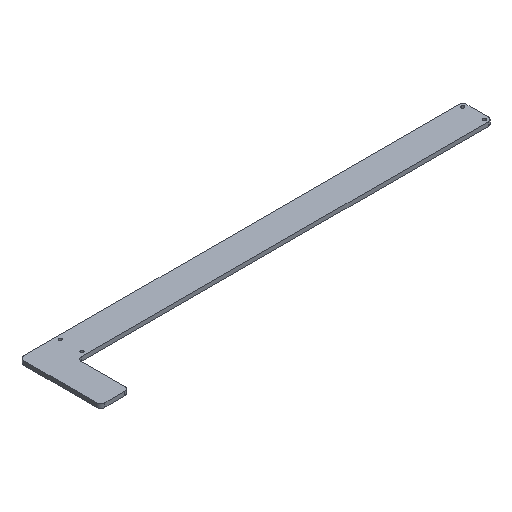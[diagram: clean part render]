
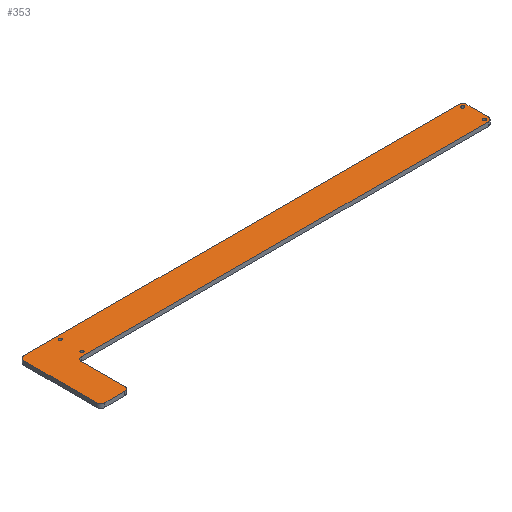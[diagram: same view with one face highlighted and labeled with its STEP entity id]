
A CAD part, isometric view. The second image highlights one B-rep face of the part: STEP entity #353.
In plain terms, the highlighted planar face has unit normal (0, 0, 1).
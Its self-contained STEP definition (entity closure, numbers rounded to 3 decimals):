
#15=FACE_BOUND('',#66,.T.);
#16=FACE_BOUND('',#67,.T.);
#17=FACE_BOUND('',#68,.T.);
#18=FACE_BOUND('',#69,.T.);
#29=PLANE('',#405);
#47=FACE_OUTER_BOUND('',#65,.T.);
#65=EDGE_LOOP('',(#295,#296,#297,#298,#299,#300,#301,#302,#303,#304,#305,
#306));
#66=EDGE_LOOP('',(#307));
#67=EDGE_LOOP('',(#308));
#68=EDGE_LOOP('',(#309));
#69=EDGE_LOOP('',(#310));
#81=LINE('',#545,#109);
#85=LINE('',#557,#113);
#89=LINE('',#569,#117);
#93=LINE('',#581,#121);
#97=LINE('',#593,#125);
#101=LINE('',#605,#129);
#109=VECTOR('',#441,10.);
#113=VECTOR('',#453,10.);
#117=VECTOR('',#465,10.);
#121=VECTOR('',#477,10.);
#125=VECTOR('',#489,10.);
#129=VECTOR('',#501,10.);
#131=CIRCLE('',#370,1.1);
#133=CIRCLE('',#373,1.1);
#135=CIRCLE('',#376,1.1);
#137=CIRCLE('',#379,1.1);
#140=CIRCLE('',#384,3.07);
#142=CIRCLE('',#388,3.07);
#144=CIRCLE('',#392,3.07);
#146=CIRCLE('',#396,3.07);
#148=CIRCLE('',#400,3.07);
#150=CIRCLE('',#404,3.07);
#151=VERTEX_POINT('',#515);
#153=VERTEX_POINT('',#521);
#155=VERTEX_POINT('',#527);
#157=VERTEX_POINT('',#533);
#161=VERTEX_POINT('',#542);
#162=VERTEX_POINT('',#544);
#164=VERTEX_POINT('',#550);
#166=VERTEX_POINT('',#556);
#168=VERTEX_POINT('',#562);
#170=VERTEX_POINT('',#568);
#172=VERTEX_POINT('',#574);
#174=VERTEX_POINT('',#580);
#176=VERTEX_POINT('',#586);
#178=VERTEX_POINT('',#592);
#180=VERTEX_POINT('',#598);
#182=VERTEX_POINT('',#604);
#183=EDGE_CURVE('',#151,#151,#131,.T.);
#186=EDGE_CURVE('',#153,#153,#133,.T.);
#189=EDGE_CURVE('',#155,#155,#135,.T.);
#192=EDGE_CURVE('',#157,#157,#137,.T.);
#197=EDGE_CURVE('',#162,#161,#81,.T.);
#200=EDGE_CURVE('',#164,#162,#140,.T.);
#203=EDGE_CURVE('',#166,#164,#85,.T.);
#206=EDGE_CURVE('',#168,#166,#142,.T.);
#209=EDGE_CURVE('',#170,#168,#89,.T.);
#212=EDGE_CURVE('',#172,#170,#144,.T.);
#215=EDGE_CURVE('',#174,#172,#93,.T.);
#218=EDGE_CURVE('',#176,#174,#146,.T.);
#221=EDGE_CURVE('',#178,#176,#97,.T.);
#224=EDGE_CURVE('',#180,#178,#148,.T.);
#227=EDGE_CURVE('',#182,#180,#101,.T.);
#230=EDGE_CURVE('',#161,#182,#150,.T.);
#295=ORIENTED_EDGE('',*,*,#230,.T.);
#296=ORIENTED_EDGE('',*,*,#227,.T.);
#297=ORIENTED_EDGE('',*,*,#224,.T.);
#298=ORIENTED_EDGE('',*,*,#221,.T.);
#299=ORIENTED_EDGE('',*,*,#218,.T.);
#300=ORIENTED_EDGE('',*,*,#215,.T.);
#301=ORIENTED_EDGE('',*,*,#212,.T.);
#302=ORIENTED_EDGE('',*,*,#209,.T.);
#303=ORIENTED_EDGE('',*,*,#206,.T.);
#304=ORIENTED_EDGE('',*,*,#203,.T.);
#305=ORIENTED_EDGE('',*,*,#200,.T.);
#306=ORIENTED_EDGE('',*,*,#197,.T.);
#307=ORIENTED_EDGE('',*,*,#192,.T.);
#308=ORIENTED_EDGE('',*,*,#189,.T.);
#309=ORIENTED_EDGE('',*,*,#186,.T.);
#310=ORIENTED_EDGE('',*,*,#183,.T.);
#353=ADVANCED_FACE('',(#47,#15,#16,#17,#18),#29,.T.);
#370=AXIS2_PLACEMENT_3D('',#516,#411,#412);
#373=AXIS2_PLACEMENT_3D('',#522,#418,#419);
#376=AXIS2_PLACEMENT_3D('',#528,#425,#426);
#379=AXIS2_PLACEMENT_3D('',#534,#432,#433);
#384=AXIS2_PLACEMENT_3D('',#551,#447,#448);
#388=AXIS2_PLACEMENT_3D('',#563,#459,#460);
#392=AXIS2_PLACEMENT_3D('',#575,#471,#472);
#396=AXIS2_PLACEMENT_3D('',#587,#483,#484);
#400=AXIS2_PLACEMENT_3D('',#599,#495,#496);
#404=AXIS2_PLACEMENT_3D('',#609,#507,#508);
#405=AXIS2_PLACEMENT_3D('',#610,#509,#510);
#411=DIRECTION('center_axis',(0.,0.,-1.));
#412=DIRECTION('ref_axis',(1.,0.,0.));
#418=DIRECTION('center_axis',(0.,0.,-1.));
#419=DIRECTION('ref_axis',(1.,0.,0.));
#425=DIRECTION('center_axis',(0.,0.,-1.));
#426=DIRECTION('ref_axis',(1.,0.,0.));
#432=DIRECTION('center_axis',(0.,0.,-1.));
#433=DIRECTION('ref_axis',(1.,0.,0.));
#441=DIRECTION('',(-1.,0.,0.));
#447=DIRECTION('center_axis',(0.,0.,1.));
#448=DIRECTION('ref_axis',(1.,0.,0.));
#453=DIRECTION('',(0.,1.,0.));
#459=DIRECTION('center_axis',(0.,0.,1.));
#460=DIRECTION('ref_axis',(0.,-1.,0.));
#465=DIRECTION('',(1.,0.,0.));
#471=DIRECTION('center_axis',(0.,0.,-1.));
#472=DIRECTION('ref_axis',(0.,1.,0.));
#477=DIRECTION('',(0.,1.,0.));
#483=DIRECTION('center_axis',(0.,0.,1.));
#484=DIRECTION('ref_axis',(0.,-1.,0.));
#489=DIRECTION('',(1.,0.,0.));
#495=DIRECTION('center_axis',(0.,0.,1.));
#496=DIRECTION('ref_axis',(-1.,0.,0.));
#501=DIRECTION('',(0.,-1.,0.));
#507=DIRECTION('center_axis',(0.,0.,1.));
#508=DIRECTION('ref_axis',(0.,1.,0.));
#509=DIRECTION('center_axis',(0.,0.,1.));
#510=DIRECTION('ref_axis',(1.,0.,0.));
#515=CARTESIAN_POINT('',(322.9,41.02,3.));
#516=CARTESIAN_POINT('Origin',(324.,41.02,3.));
#521=CARTESIAN_POINT('',(26.1,56.888,3.));
#522=CARTESIAN_POINT('Origin',(27.2,56.888,3.));
#527=CARTESIAN_POINT('',(322.9,56.888,3.));
#528=CARTESIAN_POINT('Origin',(324.,56.888,3.));
#533=CARTESIAN_POINT('',(26.1,41.02,3.));
#534=CARTESIAN_POINT('Origin',(27.2,41.02,3.));
#542=CARTESIAN_POINT('',(3.07,59.888,3.));
#544=CARTESIAN_POINT('',(323.93,59.888,3.));
#545=CARTESIAN_POINT('',(3.07,59.888,3.));
#550=CARTESIAN_POINT('',(327.,56.818,3.));
#551=CARTESIAN_POINT('Origin',(323.93,56.818,3.));
#556=CARTESIAN_POINT('',(327.,41.09,3.));
#557=CARTESIAN_POINT('',(327.,56.818,3.));
#562=CARTESIAN_POINT('',(323.93,38.02,3.));
#563=CARTESIAN_POINT('Origin',(323.93,41.09,3.));
#568=CARTESIAN_POINT('',(23.794,38.02,3.));
#569=CARTESIAN_POINT('',(323.93,38.02,3.));
#574=CARTESIAN_POINT('',(20.724,34.95,3.));
#575=CARTESIAN_POINT('Origin',(23.794,34.95,3.));
#580=CARTESIAN_POINT('',(20.724,3.07,3.));
#581=CARTESIAN_POINT('',(20.724,3.07,3.));
#586=CARTESIAN_POINT('',(17.654,0.,3.));
#587=CARTESIAN_POINT('Origin',(17.654,3.07,3.));
#592=CARTESIAN_POINT('',(3.07,0.,3.));
#593=CARTESIAN_POINT('',(3.07,0.,3.));
#598=CARTESIAN_POINT('',(0.,3.07,3.));
#599=CARTESIAN_POINT('Origin',(3.07,3.07,3.));
#604=CARTESIAN_POINT('',(0.,56.818,3.));
#605=CARTESIAN_POINT('',(0.,56.818,3.));
#609=CARTESIAN_POINT('Origin',(3.07,56.818,3.));
#610=CARTESIAN_POINT('Origin',(163.5,29.944,3.));
